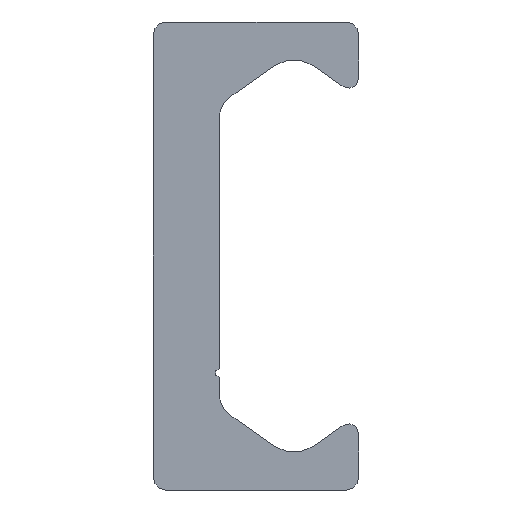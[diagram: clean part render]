
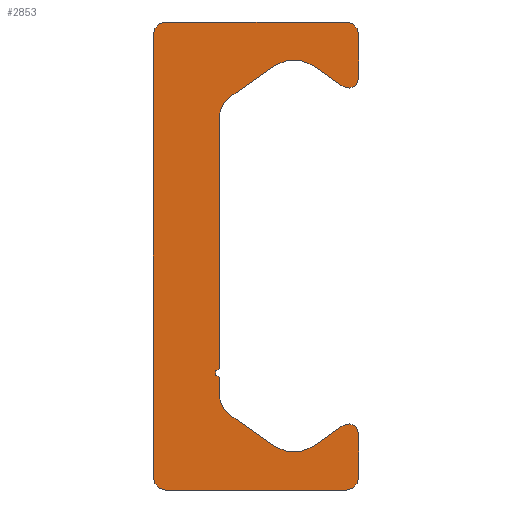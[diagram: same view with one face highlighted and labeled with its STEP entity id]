
A CAD part, left-side view. The second image highlights one B-rep face of the part: STEP entity #2853.
In plain terms, the highlighted planar face has unit normal (-1, 0, 0).
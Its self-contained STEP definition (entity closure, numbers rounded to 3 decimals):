
#1908=CARTESIAN_POINT('',(0.0,5.4,-14.));
#1909=VERTEX_POINT('',#1908);
#1916=CARTESIAN_POINT('',(0.0,6.15,-13.25));
#1917=VERTEX_POINT('',#1916);
#1918=CARTESIAN_POINT('',(0.0,5.4,-13.25));
#1919=DIRECTION('',(1.0,0.0,0.0));
#1920=DIRECTION('',(0.0,0.0,-1.0));
#1921=AXIS2_PLACEMENT_3D('',#1918,#1919,#1920);
#1922=CIRCLE('',#1921,0.75);
#1923=EDGE_CURVE('',#1909,#1917,#1922,.T.);
#1947=CARTESIAN_POINT('',(0.0,-5.4,-14.));
#1948=VERTEX_POINT('',#1947);
#1955=CARTESIAN_POINT('',(0.0,-5.4,-14.));
#1956=DIRECTION('',(0.0,1.0,0.0));
#1957=VECTOR('',#1956,10.8);
#1958=LINE('',#1955,#1957);
#1959=EDGE_CURVE('',#1948,#1909,#1958,.T.);
#1979=CARTESIAN_POINT('',(0.0,-6.15,-13.25));
#1980=VERTEX_POINT('',#1979);
#1987=CARTESIAN_POINT('',(0.0,-5.4,-13.25));
#1988=DIRECTION('',(1.0,0.0,0.0));
#1989=DIRECTION('',(0.0,-1.0,0.0));
#1990=AXIS2_PLACEMENT_3D('',#1987,#1988,#1989);
#1991=CIRCLE('',#1990,0.75);
#1992=EDGE_CURVE('',#1980,#1948,#1991,.T.);
#2011=CARTESIAN_POINT('',(0.0,-6.15,-10.63));
#2012=VERTEX_POINT('',#2011);
#2019=CARTESIAN_POINT('',(0.0,-6.15,-10.63));
#2020=DIRECTION('',(0.0,0.0,-1.0));
#2021=VECTOR('',#2020,2.62);
#2022=LINE('',#2019,#2021);
#2023=EDGE_CURVE('',#2012,#1980,#2022,.T.);
#2043=CARTESIAN_POINT('',(0.0,-5.206,-10.139));
#2044=VERTEX_POINT('',#2043);
#2051=CARTESIAN_POINT('',(0.0,-5.55,-10.63));
#2052=DIRECTION('',(1.0,0.0,0.0));
#2053=DIRECTION('',(0.0,0.574,0.819));
#2054=AXIS2_PLACEMENT_3D('',#2051,#2052,#2053);
#2055=CIRCLE('',#2054,0.6);
#2056=EDGE_CURVE('',#2044,#2012,#2055,.T.);
#2075=CARTESIAN_POINT('',(0.0,-3.417,-11.391));
#2076=VERTEX_POINT('',#2075);
#2083=CARTESIAN_POINT('',(0.0,-3.417,-11.391));
#2084=DIRECTION('',(0.0,-0.819,0.574));
#2085=VECTOR('',#2084,2.184);
#2086=LINE('',#2083,#2085);
#2087=EDGE_CURVE('',#2076,#2044,#2086,.T.);
#2107=CARTESIAN_POINT('',(0.0,-1.123,-11.391));
#2108=VERTEX_POINT('',#2107);
#2115=CARTESIAN_POINT('',(0.0,-2.27,-9.753));
#2116=DIRECTION('',(-1.0,0.0,0.0));
#2117=DIRECTION('',(0.0,0.574,0.819));
#2118=AXIS2_PLACEMENT_3D('',#2115,#2116,#2117);
#2119=CIRCLE('',#2118,2.0);
#2120=EDGE_CURVE('',#2108,#2076,#2119,.T.);
#2139=CARTESIAN_POINT('',(0.0,1.56,-9.512));
#2140=VERTEX_POINT('',#2139);
#2147=CARTESIAN_POINT('',(0.0,1.56,-9.512));
#2148=DIRECTION('',(0.0,-0.819,-0.574));
#2149=VECTOR('',#2148,3.276);
#2150=LINE('',#2147,#2149);
#2151=EDGE_CURVE('',#2140,#2108,#2150,.T.);
#2171=CARTESIAN_POINT('',(0.0,2.2,-8.283));
#2172=VERTEX_POINT('',#2171);
#2179=CARTESIAN_POINT('',(0.0,0.7,-8.283));
#2180=DIRECTION('',(-1.0,0.0,0.0));
#2181=DIRECTION('',(0.0,-0.574,0.819));
#2182=AXIS2_PLACEMENT_3D('',#2179,#2180,#2181);
#2183=CIRCLE('',#2182,1.5);
#2184=EDGE_CURVE('',#2172,#2140,#2183,.T.);
#2203=CARTESIAN_POINT('',(0.0,2.2,-7.25));
#2204=VERTEX_POINT('',#2203);
#2211=CARTESIAN_POINT('',(0.0,2.2,-7.25));
#2212=DIRECTION('',(0.0,0.0,-1.0));
#2213=VECTOR('',#2212,1.033);
#2214=LINE('',#2211,#2213);
#2215=EDGE_CURVE('',#2204,#2172,#2214,.T.);
#2235=CARTESIAN_POINT('',(0.0,2.2,-6.75));
#2236=VERTEX_POINT('',#2235);
#2243=CARTESIAN_POINT('',(0.0,2.2,-7.));
#2244=DIRECTION('',(-1.0,0.0,0.0));
#2245=DIRECTION('',(0.0,0.0,1.0));
#2246=AXIS2_PLACEMENT_3D('',#2243,#2244,#2245);
#2247=CIRCLE('',#2246,0.25);
#2248=EDGE_CURVE('',#2236,#2204,#2247,.T.);
#2267=CARTESIAN_POINT('',(0.0,2.2,8.283));
#2268=VERTEX_POINT('',#2267);
#2275=CARTESIAN_POINT('',(0.0,2.2,8.283));
#2276=DIRECTION('',(0.0,0.0,-1.0));
#2277=VECTOR('',#2276,15.033);
#2278=LINE('',#2275,#2277);
#2279=EDGE_CURVE('',#2268,#2236,#2278,.T.);
#2413=CARTESIAN_POINT('',(0.0,1.56,9.512));
#2414=VERTEX_POINT('',#2413);
#2421=CARTESIAN_POINT('',(0.0,0.7,8.283));
#2422=DIRECTION('',(-1.0,0.0,0.0));
#2423=DIRECTION('',(0.0,-1.0,0.0));
#2424=AXIS2_PLACEMENT_3D('',#2421,#2422,#2423);
#2425=CIRCLE('',#2424,1.5);
#2426=EDGE_CURVE('',#2414,#2268,#2425,.T.);
#2445=CARTESIAN_POINT('',(0.0,-1.123,11.391));
#2446=VERTEX_POINT('',#2445);
#2453=CARTESIAN_POINT('',(0.0,-1.123,11.391));
#2454=DIRECTION('',(0.0,0.819,-0.574));
#2455=VECTOR('',#2454,3.276);
#2456=LINE('',#2453,#2455);
#2457=EDGE_CURVE('',#2446,#2414,#2456,.T.);
#2477=CARTESIAN_POINT('',(0.0,-3.417,11.391));
#2478=VERTEX_POINT('',#2477);
#2485=CARTESIAN_POINT('',(0.0,-2.27,9.753));
#2486=DIRECTION('',(-1.0,0.0,0.0));
#2487=DIRECTION('',(0.0,-0.574,-0.819));
#2488=AXIS2_PLACEMENT_3D('',#2485,#2486,#2487);
#2489=CIRCLE('',#2488,2.0);
#2490=EDGE_CURVE('',#2478,#2446,#2489,.T.);
#2509=CARTESIAN_POINT('',(0.0,-5.206,10.139));
#2510=VERTEX_POINT('',#2509);
#2517=CARTESIAN_POINT('',(0.0,-5.206,10.139));
#2518=DIRECTION('',(0.0,0.819,0.574));
#2519=VECTOR('',#2518,2.184);
#2520=LINE('',#2517,#2519);
#2521=EDGE_CURVE('',#2510,#2478,#2520,.T.);
#2541=CARTESIAN_POINT('',(0.0,-6.15,10.63));
#2542=VERTEX_POINT('',#2541);
#2549=CARTESIAN_POINT('',(0.0,-5.55,10.63));
#2550=DIRECTION('',(1.0,0.0,0.0));
#2551=DIRECTION('',(0.0,-1.0,0.0));
#2552=AXIS2_PLACEMENT_3D('',#2549,#2550,#2551);
#2553=CIRCLE('',#2552,0.6);
#2554=EDGE_CURVE('',#2542,#2510,#2553,.T.);
#2573=CARTESIAN_POINT('',(0.0,-6.15,13.25));
#2574=VERTEX_POINT('',#2573);
#2581=CARTESIAN_POINT('',(0.0,-6.15,13.25));
#2582=DIRECTION('',(0.0,0.0,-1.0));
#2583=VECTOR('',#2582,2.62);
#2584=LINE('',#2581,#2583);
#2585=EDGE_CURVE('',#2574,#2542,#2584,.T.);
#2605=CARTESIAN_POINT('',(0.0,-5.4,14.));
#2606=VERTEX_POINT('',#2605);
#2613=CARTESIAN_POINT('',(0.0,-5.4,13.25));
#2614=DIRECTION('',(1.0,0.0,0.0));
#2615=DIRECTION('',(0.0,0.0,1.0));
#2616=AXIS2_PLACEMENT_3D('',#2613,#2614,#2615);
#2617=CIRCLE('',#2616,0.75);
#2618=EDGE_CURVE('',#2606,#2574,#2617,.T.);
#2637=CARTESIAN_POINT('',(0.0,5.4,14.));
#2638=VERTEX_POINT('',#2637);
#2645=CARTESIAN_POINT('',(0.0,5.4,14.));
#2646=DIRECTION('',(0.0,-1.0,0.0));
#2647=VECTOR('',#2646,10.8);
#2648=LINE('',#2645,#2647);
#2649=EDGE_CURVE('',#2638,#2606,#2648,.T.);
#2669=CARTESIAN_POINT('',(0.0,6.15,13.25));
#2670=VERTEX_POINT('',#2669);
#2677=CARTESIAN_POINT('',(0.0,5.4,13.25));
#2678=DIRECTION('',(1.0,0.0,0.0));
#2679=DIRECTION('',(0.0,1.0,0.0));
#2680=AXIS2_PLACEMENT_3D('',#2677,#2678,#2679);
#2681=CIRCLE('',#2680,0.75);
#2682=EDGE_CURVE('',#2670,#2638,#2681,.T.);
#2700=CARTESIAN_POINT('',(0.0,6.15,-13.25));
#2701=DIRECTION('',(0.0,0.0,1.0));
#2702=VECTOR('',#2701,26.5);
#2703=LINE('',#2700,#2702);
#2704=EDGE_CURVE('',#1917,#2670,#2703,.T.);
#2824=CARTESIAN_POINT('',(0.0,1.352,-0.021));
#2825=DIRECTION('',(1.0,0.0,0.0));
#2826=DIRECTION('',(0.0,0.0,-1.0));
#2827=AXIS2_PLACEMENT_3D('',#2824,#2825,#2826);
#2828=PLANE('',#2827);
#2829=ORIENTED_EDGE('',*,*,#2704,.F.);
#2830=ORIENTED_EDGE('',*,*,#1923,.F.);
#2831=ORIENTED_EDGE('',*,*,#1959,.F.);
#2832=ORIENTED_EDGE('',*,*,#1992,.F.);
#2833=ORIENTED_EDGE('',*,*,#2023,.F.);
#2834=ORIENTED_EDGE('',*,*,#2056,.F.);
#2835=ORIENTED_EDGE('',*,*,#2087,.F.);
#2836=ORIENTED_EDGE('',*,*,#2120,.F.);
#2837=ORIENTED_EDGE('',*,*,#2151,.F.);
#2838=ORIENTED_EDGE('',*,*,#2184,.F.);
#2839=ORIENTED_EDGE('',*,*,#2215,.F.);
#2840=ORIENTED_EDGE('',*,*,#2248,.F.);
#2841=ORIENTED_EDGE('',*,*,#2279,.F.);
#2842=ORIENTED_EDGE('',*,*,#2426,.F.);
#2843=ORIENTED_EDGE('',*,*,#2457,.F.);
#2844=ORIENTED_EDGE('',*,*,#2490,.F.);
#2845=ORIENTED_EDGE('',*,*,#2521,.F.);
#2846=ORIENTED_EDGE('',*,*,#2554,.F.);
#2847=ORIENTED_EDGE('',*,*,#2585,.F.);
#2848=ORIENTED_EDGE('',*,*,#2618,.F.);
#2849=ORIENTED_EDGE('',*,*,#2649,.F.);
#2850=ORIENTED_EDGE('',*,*,#2682,.F.);
#2851=EDGE_LOOP('',(#2829,#2830,#2831,#2832,#2833,#2834,#2835,#2836,#2837,#2838,#2839,#2840,#2841,#2842,#2843,#2844,#2845,#2846,#2847,#2848,#2849,#2850));
#2852=FACE_OUTER_BOUND('',#2851,.T.);
#2853=ADVANCED_FACE('',(#2852),#2828,.F.);
